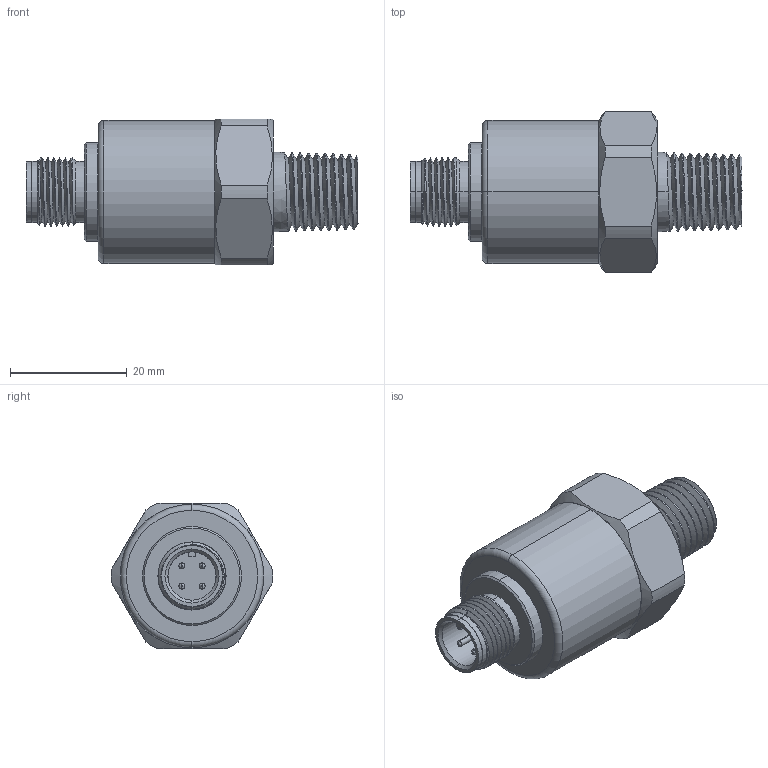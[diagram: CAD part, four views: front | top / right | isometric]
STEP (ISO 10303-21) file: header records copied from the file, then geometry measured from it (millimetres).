
FILE_DESCRIPTION((''),'2;1');
FILE_NAME('235736_ASM','2023-06-20T12:01:18',('banengservice'),('BANNER ENGINEERING'),'CREO PARAMETRIC BY PTC INC, 2022414','CREO PARAMETRIC BY PTC INC, 2022414','');
FILE_SCHEMA(('CONFIG_CONTROL_DESIGN'));
Length unit declared in the file: millimetre
Products named in the file (2): 235736_EP01; 235736_ASM
Assembly tree (1 placements, depth 2):
  235736_ASM
    235736_EP01
Bounding box: 56.85 x 27.59 x 25 mm (x, y, z)
Volume: 17267.3 mm3; surface area: 5522.9 mm2
Topology: 1 solids, 1 shells, 115 faces, 284 edges, 184 vertices
Faces by surface type: cone 37, cylinder 35, plane 29, bspline 12, torus 2
Entity records: 8837 total; most frequent: CARTESIAN_POINT 6154, ORIENTED_EDGE 568, DIRECTION 515, EDGE_CURVE 284, AXIS2_PLACEMENT_3D 208, VERTEX_POINT 184, EDGE_LOOP 128, FACE_OUTER_BOUND 115
